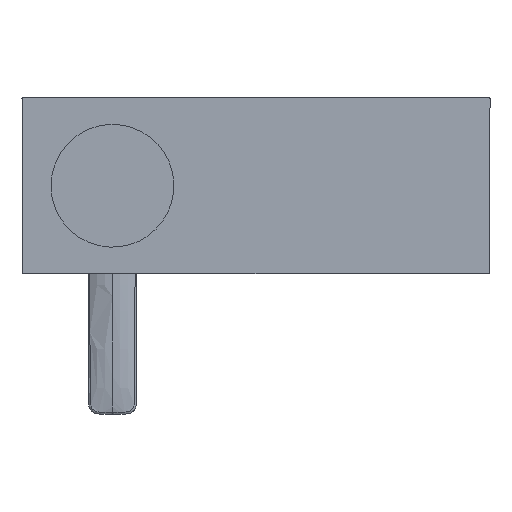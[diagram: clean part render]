
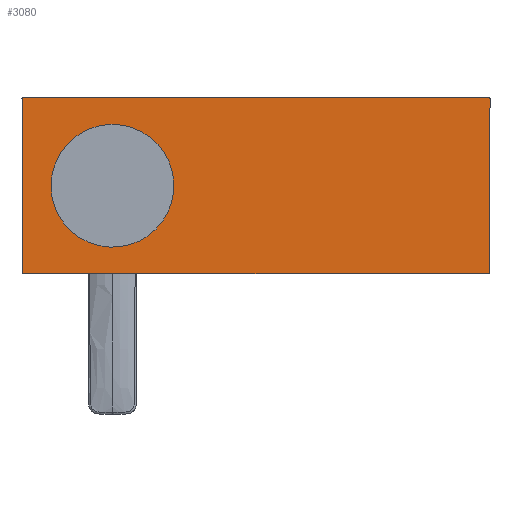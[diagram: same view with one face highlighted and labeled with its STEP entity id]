
A CAD part, left-side view. The second image highlights one B-rep face of the part: STEP entity #3080.
In plain terms, the highlighted planar face has unit normal (-1, 0, 0).
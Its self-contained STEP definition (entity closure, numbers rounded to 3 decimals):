
#59=CIRCLE('',#3602,0.3);
#60=CIRCLE('',#3603,0.3);
#61=CIRCLE('',#3604,0.3);
#62=CIRCLE('',#3605,0.3);
#295=LINE('',#9511,#514);
#296=LINE('',#9515,#515);
#297=LINE('',#9519,#516);
#298=LINE('',#9523,#517);
#514=VECTOR('',#3845,1000.);
#515=VECTOR('',#3848,1000.);
#516=VECTOR('',#3851,1000.);
#517=VECTOR('',#3854,1000.);
#913=ORIENTED_EDGE('',*,*,#1609,.F.);
#914=ORIENTED_EDGE('',*,*,#1610,.F.);
#915=ORIENTED_EDGE('',*,*,#1611,.F.);
#916=ORIENTED_EDGE('',*,*,#1612,.F.);
#917=ORIENTED_EDGE('',*,*,#1613,.F.);
#918=ORIENTED_EDGE('',*,*,#1614,.T.);
#919=ORIENTED_EDGE('',*,*,#1615,.T.);
#920=ORIENTED_EDGE('',*,*,#1616,.F.);
#921=ORIENTED_EDGE('',*,*,#1608,.F.);
#1608=EDGE_CURVE('',#2119,#2119,#2574,.T.);
#1609=EDGE_CURVE('',#2120,#2121,#59,.T.);
#1610=EDGE_CURVE('',#2122,#2120,#295,.T.);
#1611=EDGE_CURVE('',#2123,#2122,#60,.F.);
#1612=EDGE_CURVE('',#2124,#2123,#296,.T.);
#1613=EDGE_CURVE('',#2125,#2124,#61,.T.);
#1614=EDGE_CURVE('',#2125,#2126,#297,.T.);
#1615=EDGE_CURVE('',#2126,#2127,#62,.F.);
#1616=EDGE_CURVE('',#2121,#2127,#298,.T.);
#2119=VERTEX_POINT('',#9506);
#2120=VERTEX_POINT('',#9509);
#2121=VERTEX_POINT('',#9510);
#2122=VERTEX_POINT('',#9512);
#2123=VERTEX_POINT('',#9514);
#2124=VERTEX_POINT('',#9516);
#2125=VERTEX_POINT('',#9518);
#2126=VERTEX_POINT('',#9520);
#2127=VERTEX_POINT('',#9522);
#2574=B_SPLINE_CURVE_WITH_KNOTS('',3,(#9470,#9471,#9472,#9473,#9474,#9475,
#9476,#9477,#9478,#9479,#9480,#9481,#9482,#9483,#9484,#9485,#9486,#9487,
#9488,#9489,#9490,#9491,#9492,#9493,#9494,#9495,#9496,#9497,#9498,#9499,
#9500,#9501,#9502,#9503,#9504,#9505),.UNSPECIFIED.,.T.,.F.,(1,1,1,1,1,1,
1,1,1,1,1,1,1,1,1,1,1,1,1,1,1,1,1,1,1,1,1,1,1,1,1,1,1,1,1,1,1,1,1,1),(-0.064,
-0.033,-0.016,0.,0.03,0.061,0.092,
0.123,0.155,0.186,0.217,0.248,
0.28,0.311,0.342,0.373,
0.405,0.436,0.467,0.498,
0.53,0.561,0.592,0.623,
0.655,0.686,0.717,0.748,
0.78,0.811,0.842,0.873,
0.905,0.936,0.967,0.984,
1.,1.03,1.061,1.092),.UNSPECIFIED.);
#2729=EDGE_LOOP('',(#913,#914,#915,#916,#917,#918,#919,#920));
#2730=EDGE_LOOP('',(#921));
#2885=FACE_BOUND('',#2729,.T.);
#2886=FACE_BOUND('',#2730,.T.);
#3011=PLANE('',#3601);
#3080=ADVANCED_FACE('',(#2885,#2886),#3011,.F.);
#3601=AXIS2_PLACEMENT_3D('',#9507,#3841,#3842);
#3602=AXIS2_PLACEMENT_3D('',#9508,#3843,#3844);
#3603=AXIS2_PLACEMENT_3D('',#9513,#3846,#3847);
#3604=AXIS2_PLACEMENT_3D('',#9517,#3849,#3850);
#3605=AXIS2_PLACEMENT_3D('',#9521,#3852,#3853);
#3841=DIRECTION('',(1.,0.,0.));
#3842=DIRECTION('',(0.,1.,0.));
#3843=DIRECTION('',(1.,0.,0.));
#3844=DIRECTION('',(0.,1.,0.));
#3845=DIRECTION('',(0.,0.,1.));
#3846=DIRECTION('',(-1.,0.,0.));
#3847=DIRECTION('',(0.,0.,1.));
#3848=DIRECTION('',(0.,1.,0.));
#3849=DIRECTION('',(1.,0.,0.));
#3850=DIRECTION('',(0.,0.,-1.));
#3851=DIRECTION('',(0.,0.,1.));
#3852=DIRECTION('',(1.,0.,0.));
#3853=DIRECTION('',(0.,0.,-1.));
#3854=DIRECTION('',(0.,-1.,0.));
#9470=CARTESIAN_POINT('',(59.5,133.017,2.389));
#9471=CARTESIAN_POINT('',(59.5,133.175,-0.639));
#9472=CARTESIAN_POINT('',(59.5,132.825,-4.38));
#9473=CARTESIAN_POINT('',(59.5,131.568,-8.678));
#9474=CARTESIAN_POINT('',(59.5,129.463,-12.716));
#9475=CARTESIAN_POINT('',(59.5,126.609,-16.268));
#9476=CARTESIAN_POINT('',(59.5,123.116,-19.196));
#9477=CARTESIAN_POINT('',(59.5,119.119,-21.386));
#9478=CARTESIAN_POINT('',(59.5,114.772,-22.754));
#9479=CARTESIAN_POINT('',(59.5,110.241,-23.248));
#9480=CARTESIAN_POINT('',(59.5,105.701,-22.848));
#9481=CARTESIAN_POINT('',(59.5,101.326,-21.57));
#9482=CARTESIAN_POINT('',(59.5,97.285,-19.464));
#9483=CARTESIAN_POINT('',(59.5,93.732,-16.609));
#9484=CARTESIAN_POINT('',(59.5,90.804,-13.116));
#9485=CARTESIAN_POINT('',(59.5,88.614,-9.119));
#9486=CARTESIAN_POINT('',(59.5,87.246,-4.772));
#9487=CARTESIAN_POINT('',(59.5,86.752,-0.241));
#9488=CARTESIAN_POINT('',(59.5,87.152,4.299));
#9489=CARTESIAN_POINT('',(59.5,88.43,8.674));
#9490=CARTESIAN_POINT('',(59.5,90.536,12.715));
#9491=CARTESIAN_POINT('',(59.5,93.391,16.268));
#9492=CARTESIAN_POINT('',(59.5,96.884,19.196));
#9493=CARTESIAN_POINT('',(59.5,100.881,21.386));
#9494=CARTESIAN_POINT('',(59.5,105.228,22.754));
#9495=CARTESIAN_POINT('',(59.5,109.759,23.248));
#9496=CARTESIAN_POINT('',(59.5,114.299,22.848));
#9497=CARTESIAN_POINT('',(59.5,118.674,21.57));
#9498=CARTESIAN_POINT('',(59.5,122.715,19.464));
#9499=CARTESIAN_POINT('',(59.5,126.268,16.609));
#9500=CARTESIAN_POINT('',(59.5,129.196,13.116));
#9501=CARTESIAN_POINT('',(59.5,131.386,9.119));
#9502=CARTESIAN_POINT('',(59.5,132.537,5.46));
#9503=CARTESIAN_POINT('',(59.5,133.017,2.389));
#9504=CARTESIAN_POINT('',(59.5,133.175,-0.639));
#9505=CARTESIAN_POINT('',(59.5,132.825,-4.38));
#9506=CARTESIAN_POINT('',(59.5,133.1,0.));
#9507=CARTESIAN_POINT('',(59.5,-35.937,-92.318));
#9508=CARTESIAN_POINT('',(59.5,143.74,32.779));
#9509=CARTESIAN_POINT('',(59.5,144.039,32.779));
#9510=CARTESIAN_POINT('',(59.5,143.74,33.078));
#9511=CARTESIAN_POINT('',(59.5,144.039,-33.079));
#9512=CARTESIAN_POINT('',(59.5,144.039,-32.779));
#9513=CARTESIAN_POINT('',(59.5,143.74,-32.779));
#9514=CARTESIAN_POINT('',(59.5,143.74,-33.079));
#9515=CARTESIAN_POINT('',(59.5,-32.039,-33.078));
#9516=CARTESIAN_POINT('',(59.5,-31.739,-33.078));
#9517=CARTESIAN_POINT('',(59.5,-31.739,-32.779));
#9518=CARTESIAN_POINT('',(59.5,-32.039,-32.779));
#9519=CARTESIAN_POINT('',(59.5,-32.039,-92.318));
#9520=CARTESIAN_POINT('',(59.5,-32.039,32.779));
#9521=CARTESIAN_POINT('',(59.5,-31.739,32.779));
#9522=CARTESIAN_POINT('',(59.5,-31.739,33.078));
#9523=CARTESIAN_POINT('',(59.5,-32.039,33.078));
